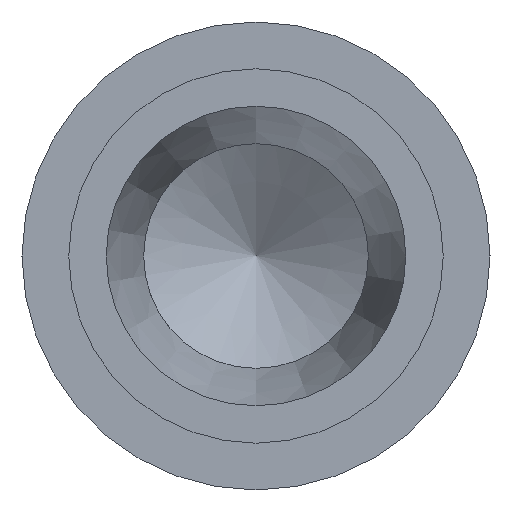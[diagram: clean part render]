
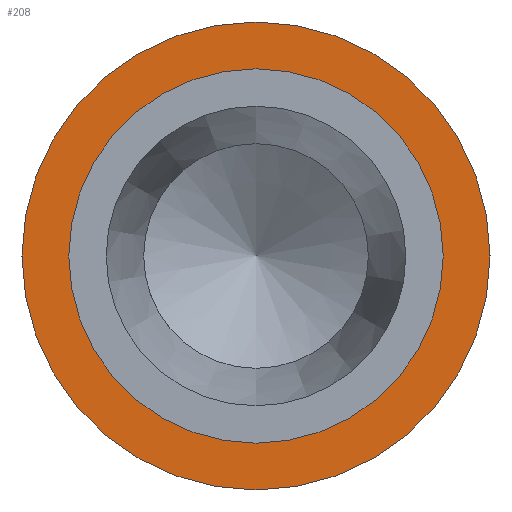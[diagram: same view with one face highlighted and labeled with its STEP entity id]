
A CAD part, front view. The second image highlights one B-rep face of the part: STEP entity #208.
In plain terms, the highlighted planar face has unit normal (0, -1, 0).
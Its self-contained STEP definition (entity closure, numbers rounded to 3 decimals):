
#107=PLANE('',#546);
#208=ADVANCED_FACE('',(#255,#256),#107,.T.);
#255=FACE_BOUND('',#285,.T.);
#256=FACE_BOUND('',#286,.T.);
#285=EDGE_LOOP('',(#341));
#286=EDGE_LOOP('',(#342));
#341=ORIENTED_EDGE('',*,*,#459,.T.);
#342=ORIENTED_EDGE('',*,*,#460,.F.);
#422=VERTEX_POINT('',#800);
#423=VERTEX_POINT('',#803);
#459=EDGE_CURVE('',#422,#422,#510,.T.);
#460=EDGE_CURVE('',#423,#423,#511,.T.);
#510=CIRCLE('',#534,0.9);
#511=CIRCLE('',#536,1.25);
#534=AXIS2_PLACEMENT_3D('',#799,#590,#591);
#536=AXIS2_PLACEMENT_3D('',#802,#594,#595);
#546=AXIS2_PLACEMENT_3D('',#867,#618,#619);
#590=DIRECTION('',(0.,1.,0.));
#591=DIRECTION('',(0.,0.,1.));
#594=DIRECTION('',(0.,1.,0.));
#595=DIRECTION('',(0.,0.,1.));
#618=DIRECTION('',(0.,-1.,0.));
#619=DIRECTION('',(0.,0.,1.));
#799=CARTESIAN_POINT('',(0.,-8.3,0.));
#800=CARTESIAN_POINT('',(0.,-8.3,0.9));
#802=CARTESIAN_POINT('',(0.,-8.3,0.));
#803=CARTESIAN_POINT('',(0.,-8.3,1.25));
#867=CARTESIAN_POINT('',(0.,-8.3,1.25));
